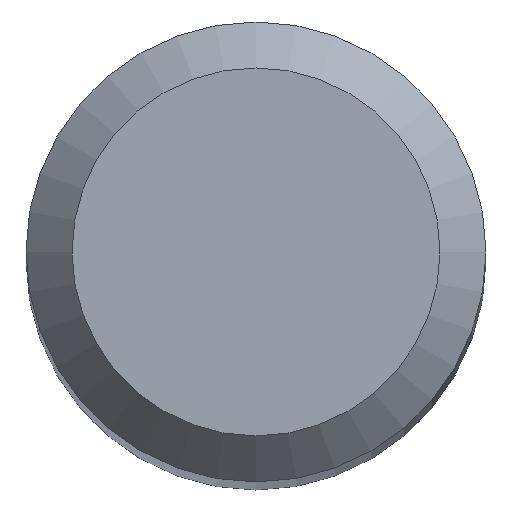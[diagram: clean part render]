
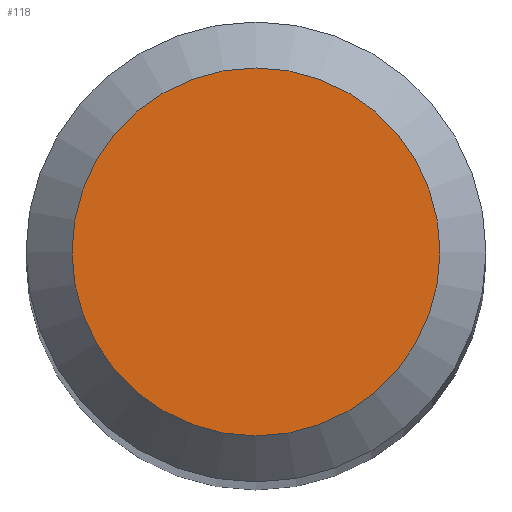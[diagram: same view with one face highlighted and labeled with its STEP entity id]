
A CAD part, top view. The second image highlights one B-rep face of the part: STEP entity #118.
In plain terms, the highlighted planar face has unit normal (0, 0, 1).
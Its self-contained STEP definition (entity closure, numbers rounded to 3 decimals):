
#5 = FACE_OUTER_BOUND ( 'NONE', #63, .T. ) ;
#18 = DIRECTION ( 'NONE',  ( 0., 1., 0. ) ) ;
#58 = DIRECTION ( 'NONE',  ( 0., 1., 0. ) ) ;
#63 = EDGE_LOOP ( 'NONE', ( #65 ) ) ;
#65 = ORIENTED_EDGE ( 'NONE', *, *, #240, .F. ) ;
#68 = CARTESIAN_POINT ( 'NONE',  ( 0., 0., 38. ) ) ;
#70 = DIRECTION ( 'NONE',  ( 0., 0., -1. ) ) ;
#82 = AXIS2_PLACEMENT_3D ( 'NONE', #88, #70, #18 ) ;
#88 = CARTESIAN_POINT ( 'NONE',  ( 0., 0., 38. ) ) ;
#118 = ADVANCED_FACE ( 'NONE', ( #5 ), #228, .F. ) ;
#156 = CIRCLE ( 'NONE', #224, 1.2 ) ;
#219 = VERTEX_POINT ( 'NONE', #239 ) ;
#224 = AXIS2_PLACEMENT_3D ( 'NONE', #68, #243, #58 ) ;
#228 = PLANE ( 'NONE',  #82 ) ;
#239 = CARTESIAN_POINT ( 'NONE',  ( 0., 1.2, 38. ) ) ;
#240 = EDGE_CURVE ( 'NONE', #219, #219, #156, .T. ) ;
#243 = DIRECTION ( 'NONE',  ( 0., 0., -1. ) ) ;
